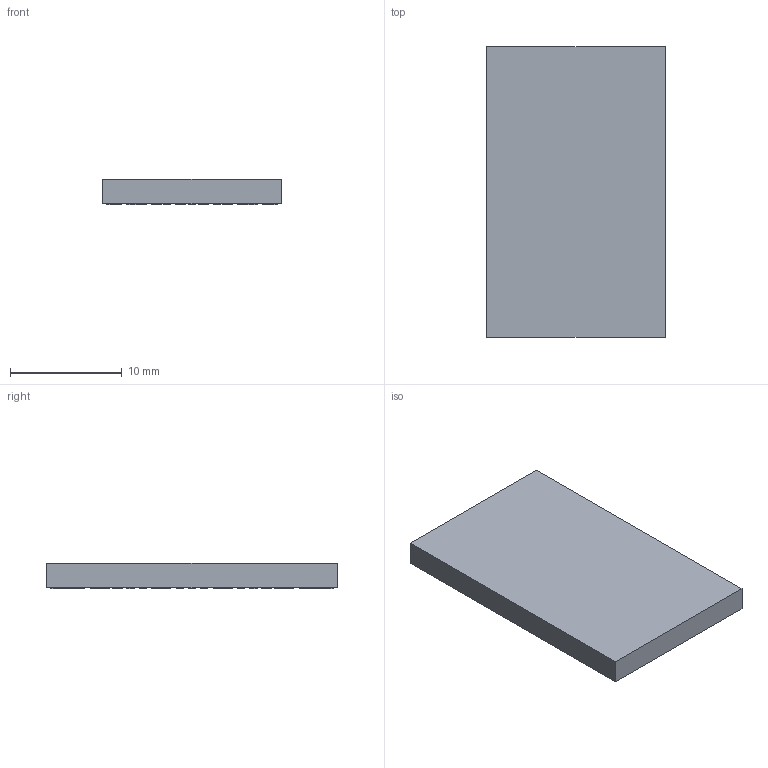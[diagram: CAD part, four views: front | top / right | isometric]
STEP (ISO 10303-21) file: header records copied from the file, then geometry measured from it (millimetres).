
FILE_DESCRIPTION(('FreeCAD Model'),'2;1');
FILE_NAME('13487217.1.3.stp','2021-01-06T12:17:31',( 'Author'),(''),'Open CASCADE STEP processor 6.9','FreeCAD','Unknown' );
FILE_SCHEMA(('AUTOMOTIVE_DESIGN { 1 0 10303 214 1 1 1 1 }'));
Length unit declared in the file: millimetre
Products named in the file (3): ASSEMBLY; Body; Pins
Assembly tree (2 placements, depth 2):
  ASSEMBLY
    Body
    Pins
Bounding box: 16 x 26 x 2.3 mm (x, y, z)
Volume: 923.2 mm3; surface area: 1212.7 mm2
Topology: 97 solids, 97 shells, 582 faces, 1164 edges, 776 vertices
Faces by surface type: plane 582
Entity records: 30611 total; most frequent: CARTESIAN_POINT 4853, DIRECTION 4662, LINE 3492, VECTOR 3492, ORIENTED_EDGE 2328, PCURVE 2328, DEFINITIONAL_REPRESENTATION 2328, EDGE_CURVE 1164
